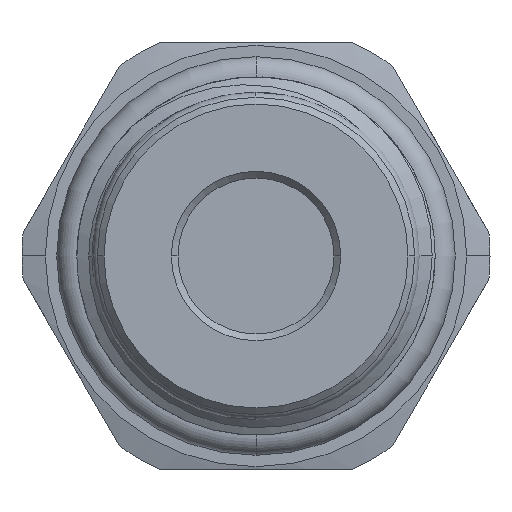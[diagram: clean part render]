
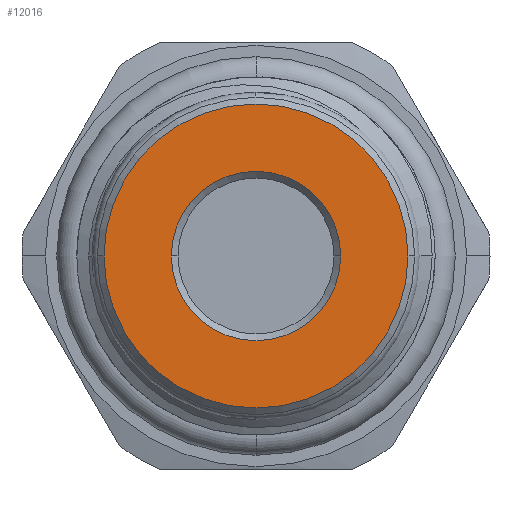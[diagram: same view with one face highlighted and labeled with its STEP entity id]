
A CAD part, left-side view. The second image highlights one B-rep face of the part: STEP entity #12016.
In plain terms, the highlighted planar face has unit normal (-1, 0, 0).
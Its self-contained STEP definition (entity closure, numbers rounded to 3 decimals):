
#393 = FACE_OUTER_BOUND ( 'NONE', #12756, .T. ) ;
#632 = DIRECTION ( 'NONE',  ( 0., 1., 0. ) ) ;
#861 = CARTESIAN_POINT ( 'NONE',  ( 3.95, 6.35, 0. ) ) ;
#1208 = ORIENTED_EDGE ( 'NONE', *, *, #12129, .T. ) ;
#1694 = CIRCLE ( 'NONE', #4287, 6.35 ) ;
#1705 = DIRECTION ( 'NONE',  ( -1., 0., 0. ) ) ;
#2031 = CARTESIAN_POINT ( 'NONE',  ( 3.95, -6.35, 0. ) ) ;
#4040 = ORIENTED_EDGE ( 'NONE', *, *, #13665, .T. ) ;
#4137 = DIRECTION ( 'NONE',  ( -1., 0., 0. ) ) ;
#4175 = CARTESIAN_POINT ( 'NONE',  ( 3.95, -11.4, 0. ) ) ;
#4287 = AXIS2_PLACEMENT_3D ( 'NONE', #6873, #4821, #13066 ) ;
#4350 = DIRECTION ( 'NONE',  ( 0., 1., 0. ) ) ;
#4357 = ORIENTED_EDGE ( 'NONE', *, *, #4520, .T. ) ;
#4453 = DIRECTION ( 'NONE',  ( 0., 1., 0. ) ) ;
#4520 = EDGE_CURVE ( 'NONE', #12696, #11212, #13393, .T. ) ;
#4821 = DIRECTION ( 'NONE',  ( 1., 0., 0. ) ) ;
#5153 = CARTESIAN_POINT ( 'NONE',  ( 3.95, 0., 0. ) ) ;
#6482 = VERTEX_POINT ( 'NONE', #2031 ) ;
#6667 = AXIS2_PLACEMENT_3D ( 'NONE', #14894, #8050, #4453 ) ;
#6873 = CARTESIAN_POINT ( 'NONE',  ( 3.95, 0., 0. ) ) ;
#7898 = VERTEX_POINT ( 'NONE', #861 ) ;
#8050 = DIRECTION ( 'NONE',  ( -1., 0., 0. ) ) ;
#8442 = PLANE ( 'NONE',  #14918 ) ;
#8597 = CARTESIAN_POINT ( 'NONE',  ( 3.95, 0., 0. ) ) ;
#9927 = AXIS2_PLACEMENT_3D ( 'NONE', #5153, #11079, #12063 ) ;
#10127 = CIRCLE ( 'NONE', #10901, 11.4 ) ;
#10633 = EDGE_CURVE ( 'NONE', #6482, #7898, #1694, .T. ) ;
#10901 = AXIS2_PLACEMENT_3D ( 'NONE', #11285, #4137, #4350 ) ;
#11079 = DIRECTION ( 'NONE',  ( 1., 0., 0. ) ) ;
#11212 = VERTEX_POINT ( 'NONE', #12459 ) ;
#11285 = CARTESIAN_POINT ( 'NONE',  ( 3.95, 0., 0. ) ) ;
#12016 = ADVANCED_FACE ( 'NONE', ( #14604, #393 ), #8442, .T. ) ;
#12063 = DIRECTION ( 'NONE',  ( 0., -1., 0. ) ) ;
#12129 = EDGE_CURVE ( 'NONE', #7898, #6482, #13860, .T. ) ;
#12206 = ORIENTED_EDGE ( 'NONE', *, *, #10633, .T. ) ;
#12459 = CARTESIAN_POINT ( 'NONE',  ( 3.95, 11.4, 0. ) ) ;
#12696 = VERTEX_POINT ( 'NONE', #4175 ) ;
#12756 = EDGE_LOOP ( 'NONE', ( #4357, #4040 ) ) ;
#13066 = DIRECTION ( 'NONE',  ( 0., -1., 0. ) ) ;
#13393 = CIRCLE ( 'NONE', #6667, 11.4 ) ;
#13665 = EDGE_CURVE ( 'NONE', #11212, #12696, #10127, .T. ) ;
#13860 = CIRCLE ( 'NONE', #9927, 6.35 ) ;
#14525 = EDGE_LOOP ( 'NONE', ( #1208, #12206 ) ) ;
#14604 = FACE_BOUND ( 'NONE', #14525, .T. ) ;
#14894 = CARTESIAN_POINT ( 'NONE',  ( 3.95, 0., 0. ) ) ;
#14918 = AXIS2_PLACEMENT_3D ( 'NONE', #8597, #1705, #632 ) ;
